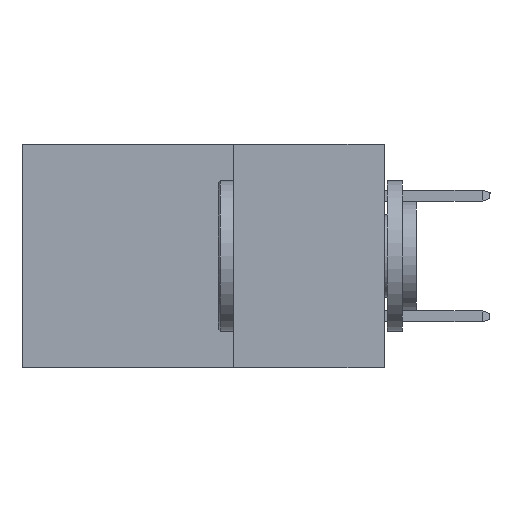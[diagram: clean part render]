
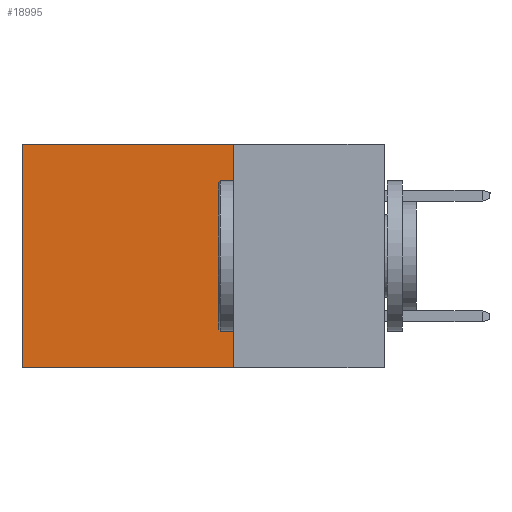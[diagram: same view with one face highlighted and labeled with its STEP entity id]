
A CAD part, left-side view. The second image highlights one B-rep face of the part: STEP entity #18995.
In plain terms, the highlighted planar face has unit normal (-1, 0, 0).
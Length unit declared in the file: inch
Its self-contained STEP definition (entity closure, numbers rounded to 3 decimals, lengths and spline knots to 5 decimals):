
#154 = DIRECTION ( 'NONE',  ( 1., 0., 0. ) ) ;
#3396 = LINE ( 'NONE', #22521, #23782 ) ;
#3902 = DIRECTION ( 'NONE',  ( 0., 0., -1. ) ) ;
#4020 = ORIENTED_EDGE ( 'NONE', *, *, #19499, .T. ) ;
#4214 = VERTEX_POINT ( 'NONE', #8291 ) ;
#4378 = DIRECTION ( 'NONE',  ( 0., 0., -1. ) ) ;
#5494 = DIRECTION ( 'NONE',  ( 0., 1., 0. ) ) ;
#8291 = CARTESIAN_POINT ( 'NONE',  ( 0.2615, 0.25, -0.37 ) ) ;
#8312 = CARTESIAN_POINT ( 'NONE',  ( 0.2615, 0.6, -0.37 ) ) ;
#8610 = ORIENTED_EDGE ( 'NONE', *, *, #12597, .T. ) ;
#9680 = ORIENTED_EDGE ( 'NONE', *, *, #24167, .F. ) ;
#9809 = CARTESIAN_POINT ( 'NONE',  ( 0.2615, 0.25, -0.37 ) ) ;
#10171 = LINE ( 'NONE', #8312, #24811 ) ;
#10278 = FACE_OUTER_BOUND ( 'NONE', #23534, .T. ) ;
#10691 = PLANE ( 'NONE',  #13785 ) ;
#10864 = CARTESIAN_POINT ( 'NONE',  ( 0.2615, 0.6, 0. ) ) ;
#12597 = EDGE_CURVE ( 'NONE', #12786, #21949, #10171, .T. ) ;
#12659 = CARTESIAN_POINT ( 'NONE',  ( 0.2615, 0.6, -0.37 ) ) ;
#12786 = VERTEX_POINT ( 'NONE', #10864 ) ;
#13785 = AXIS2_PLACEMENT_3D ( 'NONE', #21380, #154, #4378 ) ;
#15058 = CARTESIAN_POINT ( 'NONE',  ( 0.2615, 0.25, 0. ) ) ;
#15257 = VECTOR ( 'NONE', #3902, 39.37008 ) ;
#16696 = LINE ( 'NONE', #9809, #15257 ) ;
#17703 = LINE ( 'NONE', #19518, #20088 ) ;
#18995 = ADVANCED_FACE ( 'NONE', ( #10278 ), #10691, .F. ) ;
#19027 = VERTEX_POINT ( 'NONE', #15058 ) ;
#19038 = DIRECTION ( 'NONE',  ( 0., 0., -1. ) ) ;
#19430 = ORIENTED_EDGE ( 'NONE', *, *, #23638, .F. ) ;
#19499 = EDGE_CURVE ( 'NONE', #19027, #12786, #17703, .T. ) ;
#19518 = CARTESIAN_POINT ( 'NONE',  ( 0.2615, 0.25, 0. ) ) ;
#20088 = VECTOR ( 'NONE', #26007, 39.37008 ) ;
#21380 = CARTESIAN_POINT ( 'NONE',  ( 0.2615, 0.25, -0.37 ) ) ;
#21949 = VERTEX_POINT ( 'NONE', #12659 ) ;
#22521 = CARTESIAN_POINT ( 'NONE',  ( 0.2615, 0.25, -0.37 ) ) ;
#23534 = EDGE_LOOP ( 'NONE', ( #8610, #19430, #9680, #4020 ) ) ;
#23638 = EDGE_CURVE ( 'NONE', #4214, #21949, #3396, .T. ) ;
#23782 = VECTOR ( 'NONE', #5494, 39.37008 ) ;
#24167 = EDGE_CURVE ( 'NONE', #19027, #4214, #16696, .T. ) ;
#24811 = VECTOR ( 'NONE', #19038, 39.37008 ) ;
#26007 = DIRECTION ( 'NONE',  ( 0., 1., 0. ) ) ;
